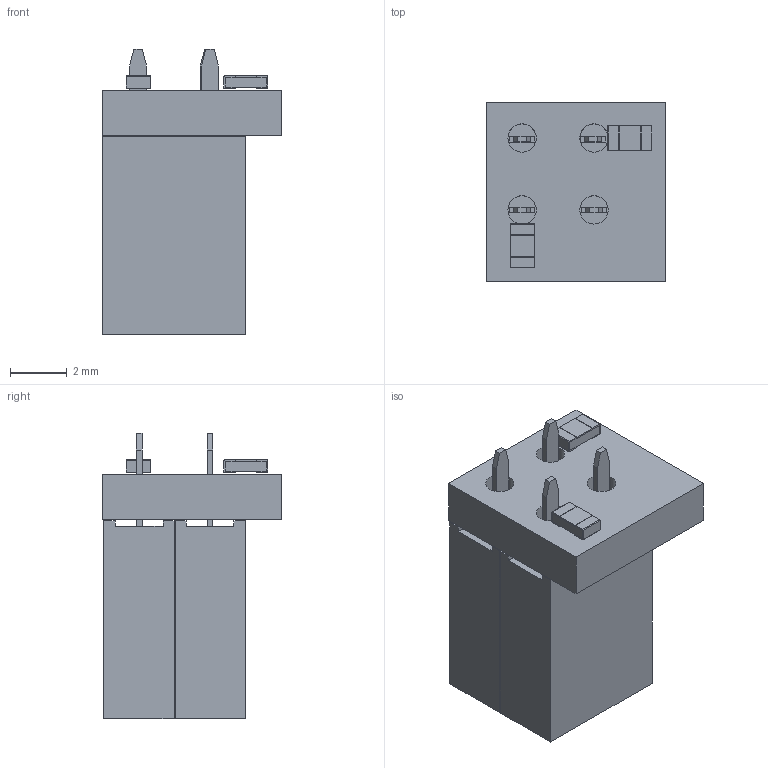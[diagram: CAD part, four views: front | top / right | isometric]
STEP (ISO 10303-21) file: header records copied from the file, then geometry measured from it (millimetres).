
FILE_DESCRIPTION(('KiCad electronic assembly'),'2;1');
FILE_NAME('Freenove Robot Dog Battery LED.step','2024-11-28T09:41:44',( 'An Author'),('A Company'),'Open CASCADE STEP processor 6.9', 'KiCad to STEP converter','Unknown');
FILE_SCHEMA(('AUTOMOTIVE_DESIGN { 1 0 10303 214 1 1 1 1 }'));
Length unit declared in the file: millimetre
Products named in the file (11): Open CASCADE STEP translator 6.9 1; Unnamed-PinSocket_1x01_P254mm_Vertical-red; SOLID; PinSocket_1x01_P2.54mm_Vertical; PinSocket_1x02_P2.54mm_Vertical; R_0603; LED_0603; COMPOUND
Assembly tree (12 placements, depth 3):
  Open CASCADE STEP translator 6.9 1
    Unnamed-PinSocket_1x01_P254mm_Vertical-red
      SOLID
    PinSocket_1x01_P2.54mm_Vertical
      SOLID
    PinSocket_1x02_P2.54mm_Vertical
      SOLID
    R_0603  x2
      SOLID
    LED_0603  x2
    COMPOUND
Bounding box: 6.35 x 6.35 x 10.1 mm (x, y, z)
Volume: 230.5 mm3; surface area: 529.7 mm2
Topology: 6 solids, 6 shells, 220 faces, 572 edges, 376 vertices
Faces by surface type: plane 200, cylinder 20
Full cylindrical faces by diameter (mm): 1 x4
Entity records: 13487 total; most frequent: CARTESIAN_POINT 2107, DIRECTION 1900, LINE 1434, VECTOR 1434, ORIENTED_EDGE 988, PCURVE 988, DEFINITIONAL_REPRESENTATION 988, EDGE_CURVE 494
